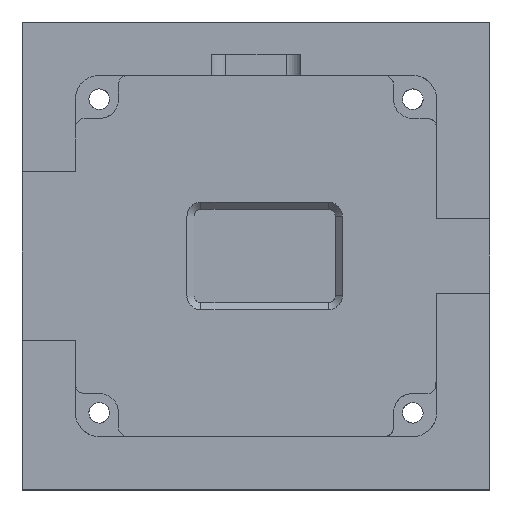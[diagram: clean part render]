
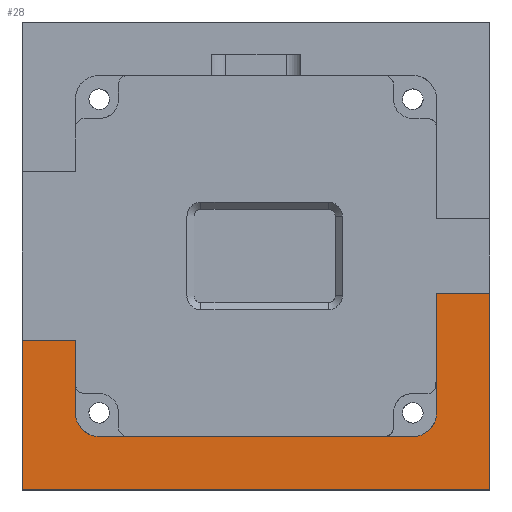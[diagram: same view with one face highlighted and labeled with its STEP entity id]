
A CAD part, top view. The second image highlights one B-rep face of the part: STEP entity #28.
In plain terms, the highlighted planar face has unit normal (0, 0, 1).
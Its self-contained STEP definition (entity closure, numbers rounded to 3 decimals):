
#28=ADVANCED_FACE('',(#98),#906,.T.);
#98=FACE_OUTER_BOUND('',#156,.T.);
#156=EDGE_LOOP('',(#254,#255,#256,#257,#258,#259,#260,#261,#262,#263));
#254=ORIENTED_EDGE('',*,*,#527,.T.);
#255=ORIENTED_EDGE('',*,*,#530,.F.);
#256=ORIENTED_EDGE('',*,*,#525,.F.);
#257=ORIENTED_EDGE('',*,*,#523,.F.);
#258=ORIENTED_EDGE('',*,*,#521,.F.);
#259=ORIENTED_EDGE('',*,*,#528,.F.);
#260=ORIENTED_EDGE('',*,*,#529,.T.);
#261=ORIENTED_EDGE('',*,*,#574,.F.);
#262=ORIENTED_EDGE('',*,*,#526,.T.);
#263=ORIENTED_EDGE('',*,*,#576,.F.);
#521=EDGE_CURVE('',#801,#799,#732,.T.);
#523=EDGE_CURVE('',#799,#803,#734,.T.);
#525=EDGE_CURVE('',#803,#805,#736,.T.);
#526=EDGE_CURVE('',#806,#807,#648,.T.);
#527=EDGE_CURVE('',#808,#809,#649,.T.);
#528=EDGE_CURVE('',#811,#801,#737,.T.);
#529=EDGE_CURVE('',#811,#810,#650,.T.);
#530=EDGE_CURVE('',#805,#809,#738,.T.);
#574=EDGE_CURVE('',#806,#810,#686,.T.);
#576=EDGE_CURVE('',#808,#807,#688,.T.);
#648=(
BOUNDED_CURVE()
B_SPLINE_CURVE(2,(#1723,#1724,#1725),.UNSPECIFIED.,.F.,.F.)
B_SPLINE_CURVE_WITH_KNOTS((3,3),(1709.706,1737.106),
 .UNSPECIFIED.)
CURVE()
GEOMETRIC_REPRESENTATION_ITEM()
RATIONAL_B_SPLINE_CURVE((1.,1.,1.))
REPRESENTATION_ITEM('')
);
#649=(
BOUNDED_CURVE()
B_SPLINE_CURVE(2,(#1726,#1727,#1728),.UNSPECIFIED.,.F.,.F.)
B_SPLINE_CURVE_WITH_KNOTS((3,3),(1746.568,1751.268),
 .UNSPECIFIED.)
CURVE()
GEOMETRIC_REPRESENTATION_ITEM()
RATIONAL_B_SPLINE_CURVE((1.,1.,1.))
REPRESENTATION_ITEM('')
);
#650=(
BOUNDED_CURVE()
B_SPLINE_CURVE(2,(#1731,#1732,#1733),.UNSPECIFIED.,.F.,.F.)
B_SPLINE_CURVE_WITH_KNOTS((3,3),(1690.544,1700.244),
 .UNSPECIFIED.)
CURVE()
GEOMETRIC_REPRESENTATION_ITEM()
RATIONAL_B_SPLINE_CURVE((1.,1.,1.))
REPRESENTATION_ITEM('')
);
#686=(
BOUNDED_CURVE()
B_SPLINE_CURVE(2,(#1965,#1966,#1967,#1968,#1969,#1970,#1971),
 .UNSPECIFIED.,.F.,.F.)
B_SPLINE_CURVE_WITH_KNOTS((3,2,2,3),(491.822,494.872,
498.878,501.928),.UNSPECIFIED.)
CURVE()
GEOMETRIC_REPRESENTATION_ITEM()
RATIONAL_B_SPLINE_CURVE((1.,1.,1.,0.707,1.,1.,1.))
REPRESENTATION_ITEM('')
);
#688=(
BOUNDED_CURVE()
B_SPLINE_CURVE(2,(#1979,#1980,#1981,#1982,#1983,#1984,#1985),
 .UNSPECIFIED.,.F.,.F.)
B_SPLINE_CURVE_WITH_KNOTS((3,2,2,3),(454.317,457.367,
461.372,464.422),.UNSPECIFIED.)
CURVE()
GEOMETRIC_REPRESENTATION_ITEM()
RATIONAL_B_SPLINE_CURVE((1.,1.,1.,0.707,1.,1.,1.))
REPRESENTATION_ITEM('')
);
#732=B_SPLINE_CURVE_WITH_KNOTS('',1,(#1713,#1714),.UNSPECIFIED.,.F.,.F.,
(2,2),(-71.,-50.),.UNSPECIFIED.);
#734=B_SPLINE_CURVE_WITH_KNOTS('',1,(#1717,#1718),.UNSPECIFIED.,.F.,.F.,
(2,2),(-50.,0.),.UNSPECIFIED.);
#736=B_SPLINE_CURVE_WITH_KNOTS('',1,(#1721,#1722),.UNSPECIFIED.,.F.,.F.,
(2,2),(-200.,-184.),.UNSPECIFIED.);
#737=B_SPLINE_CURVE_WITH_KNOTS('',1,(#1729,#1730),.UNSPECIFIED.,.F.,.F.,
(2,2),(0.,7.716),.UNSPECIFIED.);
#738=B_SPLINE_CURVE_WITH_KNOTS('',1,(#1734,#1735),.UNSPECIFIED.,.F.,.F.,
(2,2),(79.25,84.95),.UNSPECIFIED.);
#799=VERTEX_POINT('',#1596);
#801=VERTEX_POINT('',#1598);
#803=VERTEX_POINT('',#1600);
#805=VERTEX_POINT('',#1602);
#806=VERTEX_POINT('',#1603);
#807=VERTEX_POINT('',#1604);
#808=VERTEX_POINT('',#1605);
#809=VERTEX_POINT('',#1606);
#810=VERTEX_POINT('',#1607);
#811=VERTEX_POINT('',#1608);
#906=PLANE('',#957);
#957=AXIS2_PLACEMENT_3D('',#1053,#1005,$);
#1005=DIRECTION('',(0.,0.,1.));
#1053=CARTESIAN_POINT('',(-25.,25.,3.));
#1596=CARTESIAN_POINT('',(25.,-25.,3.));
#1598=CARTESIAN_POINT('',(25.,-4.,3.));
#1600=CARTESIAN_POINT('',(-25.,-25.,3.));
#1602=CARTESIAN_POINT('',(-25.,-9.,3.));
#1603=CARTESIAN_POINT('',(13.7,-19.3,3.));
#1604=CARTESIAN_POINT('',(-13.7,-19.3,3.));
#1605=CARTESIAN_POINT('',(-19.3,-13.7,3.));
#1606=CARTESIAN_POINT('',(-19.3,-9.,3.));
#1607=CARTESIAN_POINT('',(19.3,-13.7,3.));
#1608=CARTESIAN_POINT('',(19.3,-4.,3.));
#1713=CARTESIAN_POINT('',(25.,-4.,3.));
#1714=CARTESIAN_POINT('',(25.,-25.,3.));
#1717=CARTESIAN_POINT('',(25.,-25.,3.));
#1718=CARTESIAN_POINT('',(-25.,-25.,3.));
#1721=CARTESIAN_POINT('',(-25.,-25.,3.));
#1722=CARTESIAN_POINT('',(-25.,-9.,3.));
#1723=CARTESIAN_POINT('',(13.7,-19.3,3.));
#1724=CARTESIAN_POINT('',(0.,-19.3,3.));
#1725=CARTESIAN_POINT('',(-13.7,-19.3,3.));
#1726=CARTESIAN_POINT('',(-19.3,-13.7,3.));
#1727=CARTESIAN_POINT('',(-19.3,-11.35,3.));
#1728=CARTESIAN_POINT('',(-19.3,-9.,3.));
#1729=CARTESIAN_POINT('',(19.3,-4.,3.));
#1730=CARTESIAN_POINT('',(25.,-4.,3.));
#1731=CARTESIAN_POINT('',(19.3,-4.,3.));
#1732=CARTESIAN_POINT('',(19.3,-8.85,3.));
#1733=CARTESIAN_POINT('',(19.3,-13.7,3.));
#1734=CARTESIAN_POINT('',(-25.,-9.,3.));
#1735=CARTESIAN_POINT('',(-19.3,-9.,3.));
#1965=CARTESIAN_POINT('',(13.7,-19.3,3.));
#1966=CARTESIAN_POINT('',(15.225,-19.3,3.));
#1967=CARTESIAN_POINT('',(16.75,-19.3,3.));
#1968=CARTESIAN_POINT('',(19.3,-19.3,3.));
#1969=CARTESIAN_POINT('',(19.3,-16.75,3.));
#1970=CARTESIAN_POINT('',(19.3,-15.225,3.));
#1971=CARTESIAN_POINT('',(19.3,-13.7,3.));
#1979=CARTESIAN_POINT('',(-19.3,-13.7,3.));
#1980=CARTESIAN_POINT('',(-19.3,-15.225,3.));
#1981=CARTESIAN_POINT('',(-19.3,-16.75,3.));
#1982=CARTESIAN_POINT('',(-19.3,-19.3,3.));
#1983=CARTESIAN_POINT('',(-16.75,-19.3,3.));
#1984=CARTESIAN_POINT('',(-15.225,-19.3,3.));
#1985=CARTESIAN_POINT('',(-13.7,-19.3,3.));
